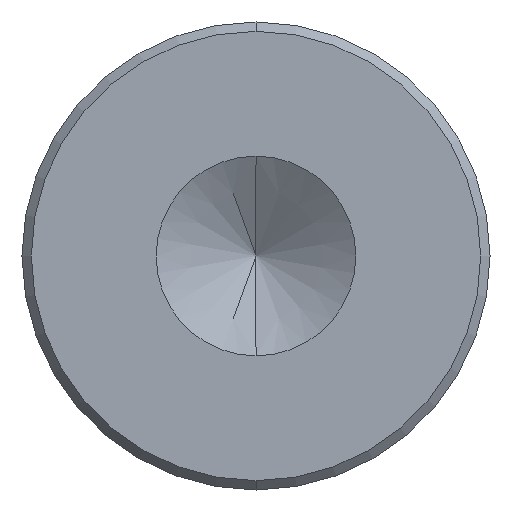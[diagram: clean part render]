
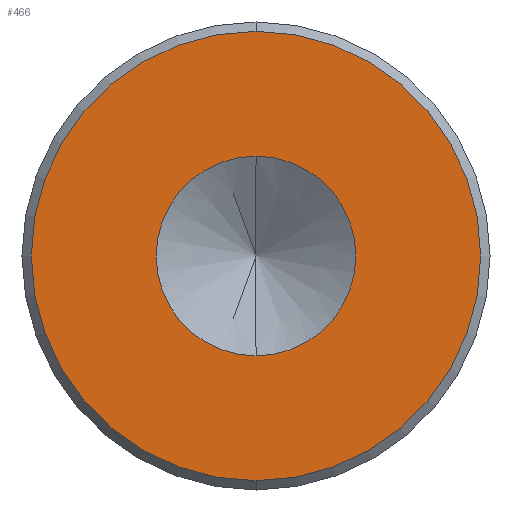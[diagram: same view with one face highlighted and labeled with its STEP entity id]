
A CAD part, front view. The second image highlights one B-rep face of the part: STEP entity #466.
In plain terms, the highlighted planar face has unit normal (0, -1, 0).
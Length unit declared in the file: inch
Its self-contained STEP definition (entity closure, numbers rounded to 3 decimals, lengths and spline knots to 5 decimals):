
#2 = EDGE_CURVE ( 'NONE', #384, #352, #327, .T. ) ;
#8 = CARTESIAN_POINT ( 'NONE',  ( 0., 0., 0.05325 ) ) ;
#13 = CARTESIAN_POINT ( 'NONE',  ( 0., 0., 0.11985 ) ) ;
#59 = CARTESIAN_POINT ( 'NONE',  ( 0., 0., -0.11985 ) ) ;
#63 = PLANE ( 'NONE',  #195 ) ;
#68 = CARTESIAN_POINT ( 'NONE',  ( 0., 0., -0.05325 ) ) ;
#109 = AXIS2_PLACEMENT_3D ( 'NONE', #221, #341, #360 ) ;
#110 = CIRCLE ( 'NONE', #151, 0.11985 ) ;
#141 = EDGE_LOOP ( 'NONE', ( #435, #465 ) ) ;
#147 = ORIENTED_EDGE ( 'NONE', *, *, #206, .T. ) ;
#148 = DIRECTION ( 'NONE',  ( 0., 0., -1. ) ) ;
#151 = AXIS2_PLACEMENT_3D ( 'NONE', #196, #194, #192 ) ;
#163 = VERTEX_POINT ( 'NONE', #68 ) ;
#166 = AXIS2_PLACEMENT_3D ( 'NONE', #473, #444, #148 ) ;
#192 = DIRECTION ( 'NONE',  ( 0., 0., 1. ) ) ;
#194 = DIRECTION ( 'NONE',  ( 0., -1., 0. ) ) ;
#195 = AXIS2_PLACEMENT_3D ( 'NONE', #368, #337, #227 ) ;
#196 = CARTESIAN_POINT ( 'NONE',  ( 0., 0., 0. ) ) ;
#205 = ORIENTED_EDGE ( 'NONE', *, *, #2, .T. ) ;
#206 = EDGE_CURVE ( 'NONE', #352, #384, #110, .T. ) ;
#221 = CARTESIAN_POINT ( 'NONE',  ( 0., 0., 0. ) ) ;
#227 = DIRECTION ( 'NONE',  ( 0., 0., 1. ) ) ;
#285 = DIRECTION ( 'NONE',  ( 0., -1., 0. ) ) ;
#321 = CIRCLE ( 'NONE', #109, 0.05325 ) ;
#327 = CIRCLE ( 'NONE', #407, 0.11985 ) ;
#337 = DIRECTION ( 'NONE',  ( 0., 1., 0. ) ) ;
#341 = DIRECTION ( 'NONE',  ( 0., -1., 0. ) ) ;
#352 = VERTEX_POINT ( 'NONE', #59 ) ;
#360 = DIRECTION ( 'NONE',  ( 0., 0., -1. ) ) ;
#362 = CARTESIAN_POINT ( 'NONE',  ( 0., 0., 0. ) ) ;
#368 = CARTESIAN_POINT ( 'NONE',  ( 0., 0., 0. ) ) ;
#384 = VERTEX_POINT ( 'NONE', #13 ) ;
#389 = VERTEX_POINT ( 'NONE', #8 ) ;
#391 = CIRCLE ( 'NONE', #166, 0.05325 ) ;
#398 = DIRECTION ( 'NONE',  ( 0., 0., 1. ) ) ;
#407 = AXIS2_PLACEMENT_3D ( 'NONE', #362, #285, #398 ) ;
#413 = FACE_BOUND ( 'NONE', #141, .T. ) ;
#435 = ORIENTED_EDGE ( 'NONE', *, *, #447, .F. ) ;
#444 = DIRECTION ( 'NONE',  ( 0., -1., 0. ) ) ;
#447 = EDGE_CURVE ( 'NONE', #163, #389, #321, .T. ) ;
#465 = ORIENTED_EDGE ( 'NONE', *, *, #469, .F. ) ;
#466 = ADVANCED_FACE ( 'NONE', ( #413, #475 ), #63, .F. ) ;
#469 = EDGE_CURVE ( 'NONE', #389, #163, #391, .T. ) ;
#473 = CARTESIAN_POINT ( 'NONE',  ( 0., 0., 0. ) ) ;
#475 = FACE_OUTER_BOUND ( 'NONE', #480, .T. ) ;
#480 = EDGE_LOOP ( 'NONE', ( #205, #147 ) ) ;
